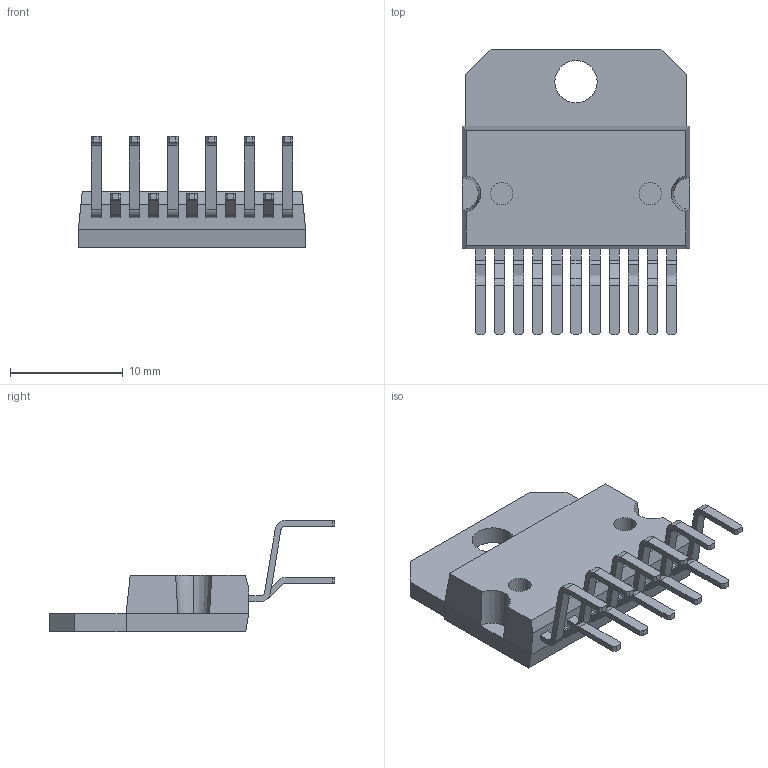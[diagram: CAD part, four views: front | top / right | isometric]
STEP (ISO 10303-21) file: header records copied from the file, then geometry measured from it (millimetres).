
FILE_DESCRIPTION (( 'STEP AP214' ), '1' );
FILE_NAME ('TDA7391.STEP', '2020-05-16T06:22:09', ( '' ), ( '' ), 'SwSTEP 2.0', 'SolidWorks 2017', '' );
FILE_SCHEMA (( 'AUTOMOTIVE_DESIGN' ));
Length unit declared in the file: millimetre
Products named in the file (1): TDA7391
Bounding box: 20.2 x 25.4 x 9.89 mm (x, y, z)
Volume: 1273.4 mm3; surface area: 1806.7 mm2
Topology: 13 solids, 13 shells, 227 faces, 587 edges, 388 vertices
Faces by surface type: plane 174, cylinder 50, cone 3
Entity records: 7013 total; most frequent: CARTESIAN_POINT 1215, ORIENTED_EDGE 1174, DIRECTION 1145, EDGE_CURVE 587, VECTOR 477, LINE 477, VERTEX_POINT 388, AXIS2_PLACEMENT_3D 334
